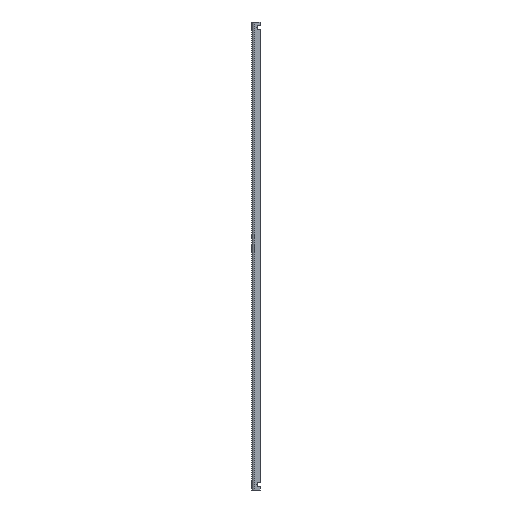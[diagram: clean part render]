
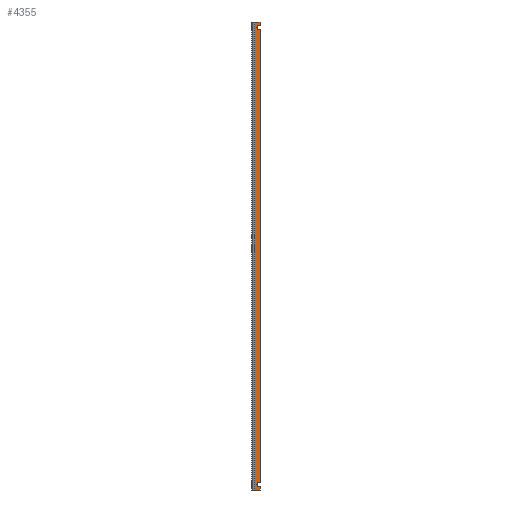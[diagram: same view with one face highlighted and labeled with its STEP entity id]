
A CAD part, left-side view. The second image highlights one B-rep face of the part: STEP entity #4355.
In plain terms, the highlighted planar face has unit normal (-1, 0, 0).
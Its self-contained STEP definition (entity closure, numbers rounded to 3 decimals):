
#54=DIRECTION('',(0.,1.,0.));
#55=VECTOR('',#54,5.);
#56=CARTESIAN_POINT('',(-136.,-7.,-215.75));
#57=LINE('',#56,#55);
#1541=CARTESIAN_POINT('',(-136.,-6.14,-210.75));
#1542=DIRECTION('',(1.,0.,0.));
#1543=DIRECTION('',(0.,-0.43,-0.903));
#1544=AXIS2_PLACEMENT_3D('',#1541,#1542,#1543);
#1551=DIRECTION('',(0.,0.,1.));
#1552=VECTOR('',#1551,3.194);
#1553=CARTESIAN_POINT('',(-136.,-7.,-215.75));
#1554=LINE('',#1553,#1552);
#1555=DIRECTION('',(0.,0.,1.));
#1556=VECTOR('',#1555,3.194);
#1557=CARTESIAN_POINT('',(-136.,-7.,212.556));
#1558=LINE('',#1557,#1556);
#1559=DIRECTION('',(0.,0.,1.));
#1560=VECTOR('',#1559,417.889);
#1561=CARTESIAN_POINT('',(-136.,-7.,-208.944));
#1562=LINE('',#1561,#1560);
#1596=CARTESIAN_POINT('',(-136.,-6.14,210.75));
#1597=DIRECTION('',(1.,0.,0.));
#1598=DIRECTION('',(0.,-0.43,-0.903));
#1599=AXIS2_PLACEMENT_3D('',#1596,#1597,#1598);
#1618=DIRECTION('',(0.,1.,0.));
#1619=VECTOR('',#1618,5.);
#1620=CARTESIAN_POINT('',(-136.,-7.,215.75));
#1621=LINE('',#1620,#1619);
#1653=DIRECTION('',(0.,0.,1.));
#1654=VECTOR('',#1653,431.5);
#1655=CARTESIAN_POINT('',(-136.,-2.,-215.75));
#1656=LINE('',#1655,#1654);
#1837=CARTESIAN_POINT('',(-136.,-7.,-215.75));
#1838=CARTESIAN_POINT('',(-136.,-2.,-215.75));
#1839=VERTEX_POINT('',#1837);
#1840=VERTEX_POINT('',#1838);
#1845=CARTESIAN_POINT('',(-136.,-7.,215.75));
#1846=CARTESIAN_POINT('',(-136.,-2.,215.75));
#1847=VERTEX_POINT('',#1845);
#1848=VERTEX_POINT('',#1846);
#1878=CARTESIAN_POINT('',(-136.,-7.,212.556));
#1880=VERTEX_POINT('',#1878);
#1882=CARTESIAN_POINT('',(-136.,-7.,208.944));
#1884=VERTEX_POINT('',#1882);
#1885=CARTESIAN_POINT('',(-136.,-7.,-212.556));
#1887=VERTEX_POINT('',#1885);
#1889=CARTESIAN_POINT('',(-136.,-7.,-208.944));
#1891=VERTEX_POINT('',#1889);
#4334=CARTESIAN_POINT('',(-136.,-7.,-215.75));
#4335=DIRECTION('',(1.,0.,0.));
#4336=DIRECTION('',(0.,1.,0.));
#4337=AXIS2_PLACEMENT_3D('',#4334,#4335,#4336);
#4338=PLANE('',#4337);
#4339=ORIENTED_EDGE('',*,*,#4324,.F.);
#4341=ORIENTED_EDGE('',*,*,#4340,.F.);
#4342=ORIENTED_EDGE('',*,*,#2334,.T.);
#4344=ORIENTED_EDGE('',*,*,#4343,.T.);
#4346=ORIENTED_EDGE('',*,*,#4345,.F.);
#4348=ORIENTED_EDGE('',*,*,#4347,.F.);
#4350=ORIENTED_EDGE('',*,*,#4349,.F.);
#4352=ORIENTED_EDGE('',*,*,#4351,.F.);
#4353=EDGE_LOOP('',(#4339,#4341,#4342,#4344,#4346,#4348,#4350,#4352));
#4354=FACE_OUTER_BOUND('',#4353,.F.);
#4355=ADVANCED_FACE('',(#4354),#4338,.F.);
#1545=CIRCLE('',#1544,2.);
#1600=CIRCLE('',#1599,2.);
#2334=EDGE_CURVE('',#1839,#1840,#57,.T.);
#4324=EDGE_CURVE('',#1887,#1891,#1545,.T.);
#4340=EDGE_CURVE('',#1839,#1887,#1554,.T.);
#4343=EDGE_CURVE('',#1840,#1848,#1656,.T.);
#4345=EDGE_CURVE('',#1847,#1848,#1621,.T.);
#4347=EDGE_CURVE('',#1880,#1847,#1558,.T.);
#4349=EDGE_CURVE('',#1884,#1880,#1600,.T.);
#4351=EDGE_CURVE('',#1891,#1884,#1562,.T.);
